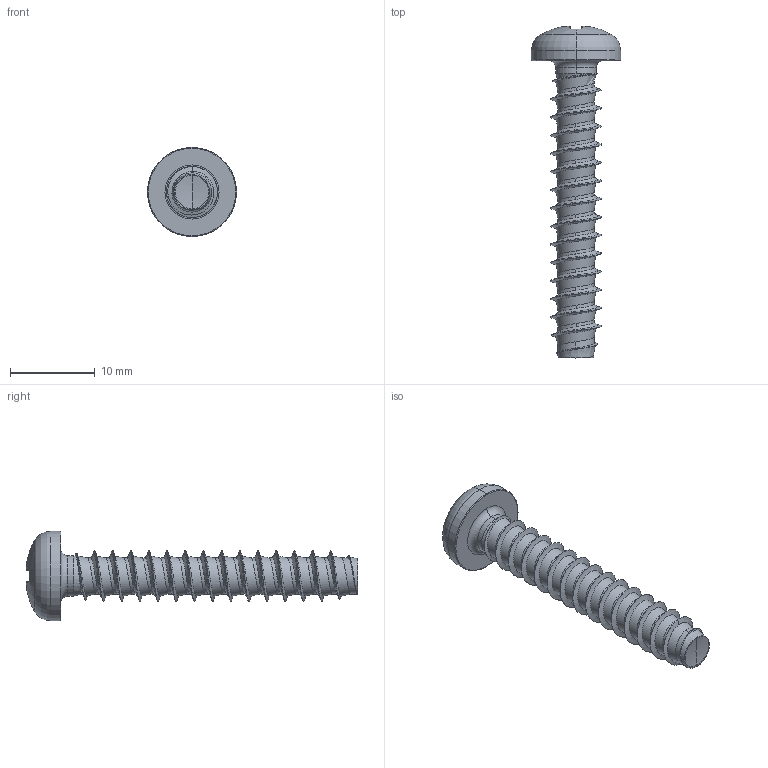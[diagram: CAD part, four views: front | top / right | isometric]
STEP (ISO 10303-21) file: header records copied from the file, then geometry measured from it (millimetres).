
FILE_DESCRIPTION (( 'STEP AP203' ), '1' );
FILE_NAME ('STP220600350.STEP', '2017-08-15T03:40:16', ( '' ), ( '' ), 'SwSTEP 2.0', 'SolidWorks 2015', '' );
FILE_SCHEMA (( 'CONFIG_CONTROL_DESIGN' ));
Products named in the file (1): STP220600350
Bounding box: 10.5 x 39.1 x 10.5 mm (x, y, z)
Volume: 839.7 mm3; surface area: 1051.7 mm2
Topology: 1 solids, 1 shells, 198 faces, 479 edges, 283 vertices
Faces by surface type: cylinder 57, bspline 55, plane 30, torus 28, sphere 20, cone 8
Entity records: 36845 total; most frequent: CARTESIAN_POINT 32700, ORIENTED_EDGE 954, DIRECTION 751, EDGE_CURVE 477, AXIS2_PLACEMENT_3D 325, VERTEX_POINT 283, EDGE_LOOP 200, ADVANCED_FACE 198
